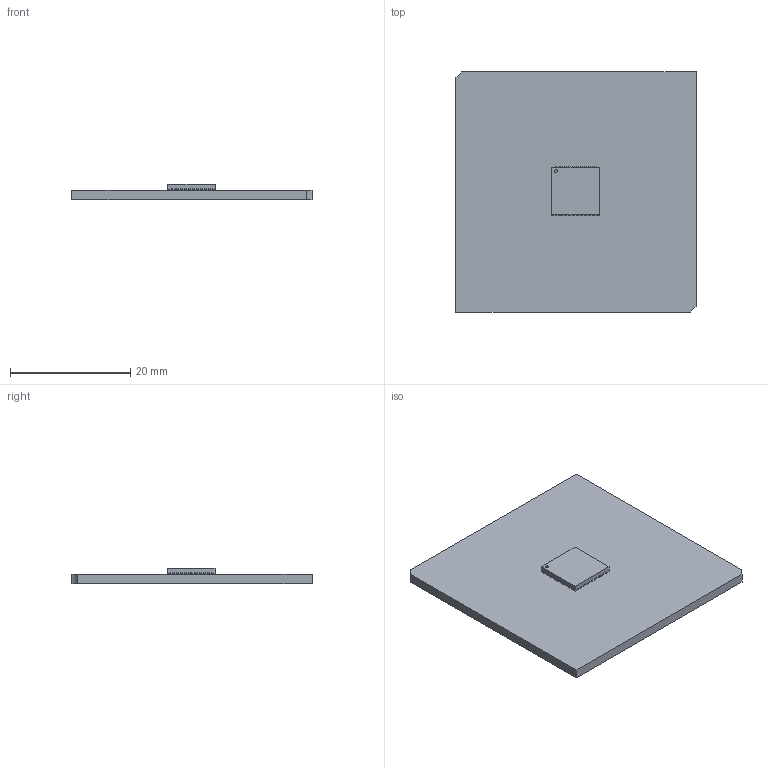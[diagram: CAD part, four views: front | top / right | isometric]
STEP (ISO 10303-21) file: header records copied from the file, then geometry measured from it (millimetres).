
FILE_DESCRIPTION(('KiCad electronic assembly'),'2;1');
FILE_NAME('support.step','2023-10-06T10:44:29',('Pcbnew'),('Kicad'), 'Open CASCADE STEP processor 7.6','KiCad to STEP converter','Unknown' );
FILE_SCHEMA(('AUTOMOTIVE_DESIGN { 1 0 10303 214 1 1 1 1 }'));
Length unit declared in the file: millimetre
Products named in the file (4): support 1; QFN-44-1EP_8x8mm_P0.65mm_EP6.6x6.6mm; SOLID; _autosave-Hashat PCB
Assembly tree (3 placements, depth 3):
  support 1
    QFN-44-1EP_8x8mm_P0.65mm_EP6.6x6.6mm
      SOLID
    _autosave-Hashat PCB
Bounding box: 39.98 x 39.98 x 2.65 mm (x, y, z)
Volume: 2619.1 mm3; surface area: 3609.6 mm2
Topology: 2 solids, 2 shells, 286 faces, 840 edges, 560 vertices
Faces by surface type: plane 239, cylinder 47
Full cylindrical faces by diameter (mm): 0.5 x1
Entity records: 22620 total; most frequent: CARTESIAN_POINT 3936, DIRECTION 3093, LINE 2324, VECTOR 2324, ORIENTED_EDGE 1680, PCURVE 1680, DEFINITIONAL_REPRESENTATION 1680, EDGE_CURVE 840
